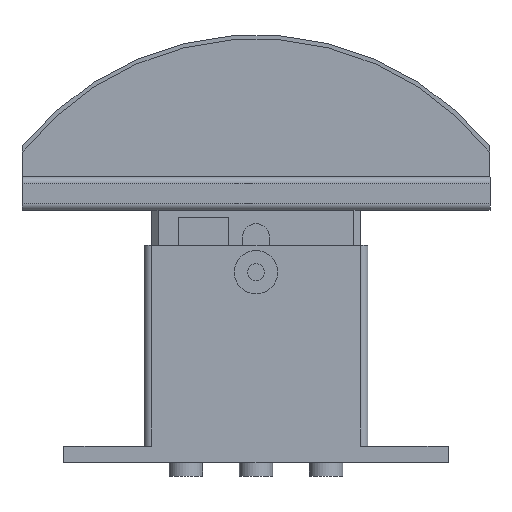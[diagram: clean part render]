
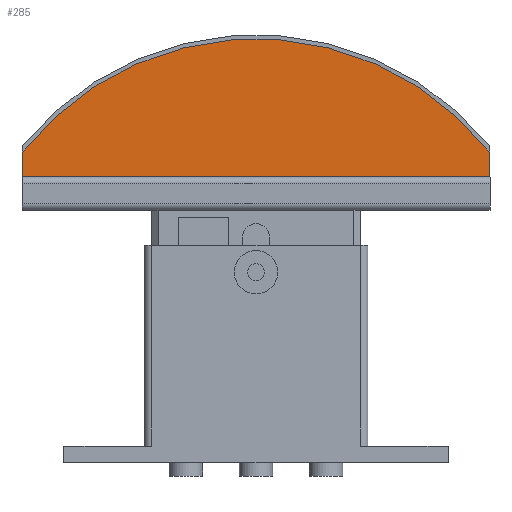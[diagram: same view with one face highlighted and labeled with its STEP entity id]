
A CAD part, front view. The second image highlights one B-rep face of the part: STEP entity #285.
In plain terms, the highlighted planar face has unit normal (0, -1, 0).
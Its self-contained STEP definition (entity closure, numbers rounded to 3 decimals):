
#285=ADVANCED_FACE('',(#617),#618,.T.);
#617=FACE_OUTER_BOUND('',#993,.T.);
#618=PLANE('',#994);
#993=EDGE_LOOP('',(#1745,#1746,#1747,#1748));
#994=AXIS2_PLACEMENT_3D('',#1749,#1750,#1751);
#1745=ORIENTED_EDGE('',*,*,#2422,.T.);
#1746=ORIENTED_EDGE('',*,*,#2389,.F.);
#1747=ORIENTED_EDGE('',*,*,#2424,.T.);
#1748=ORIENTED_EDGE('',*,*,#2410,.F.);
#1749=CARTESIAN_POINT('',(0.,-10.0,97.636));
#1750=DIRECTION('',(0.0,-1.0,0.0));
#1751=DIRECTION('',(1.0,0.0,0.0));
#2389=EDGE_CURVE('',#2908,#2910,#2911,.T.);
#2410=EDGE_CURVE('',#2945,#2947,#2948,.T.);
#2422=EDGE_CURVE('',#2945,#2910,#2967,.T.);
#2424=EDGE_CURVE('',#2908,#2947,#2969,.T.);
#2908=VERTEX_POINT('',#3615);
#2910=VERTEX_POINT('',#3618);
#2911=LINE('',#3619,#3620);
#2945=VERTEX_POINT('',#3671);
#2947=VERTEX_POINT('',#3674);
#2948=LINE('',#3675,#3676);
#2967=LINE('',#3705,#3706);
#2969=CIRCLE('',#3708,88.8);
#3615=CARTESIAN_POINT('',(70.0,-10.0,92.639));
#3618=CARTESIAN_POINT('',(70.0,-10.0,85.5));
#3619=CARTESIAN_POINT('',(70.0,-10.0,94.569));
#3620=VECTOR('',#4229,1.0);
#3671=CARTESIAN_POINT('',(-70.0,-10.0,85.5));
#3674=CARTESIAN_POINT('',(-70.0,-10.0,92.639));
#3675=CARTESIAN_POINT('',(-70.0,-10.0,80.5));
#3676=VECTOR('',#4248,1.0);
#3705=CARTESIAN_POINT('',(0.,-10.0,85.5));
#3706=VECTOR('',#4259,1.0);
#3708=AXIS2_PLACEMENT_3D('',#4260,#4261,#4262);
#4229=DIRECTION('',(0.0,0.0,-1.0));
#4248=DIRECTION('',(0.0,0.0,1.0));
#4259=DIRECTION('',(1.0,0.0,-0.0));
#4260=CARTESIAN_POINT('',(0.0,-10.0,38.0));
#4261=DIRECTION('',(0.0,-1.0,0.0));
#4262=DIRECTION('',(1.0,0.0,0.0));
